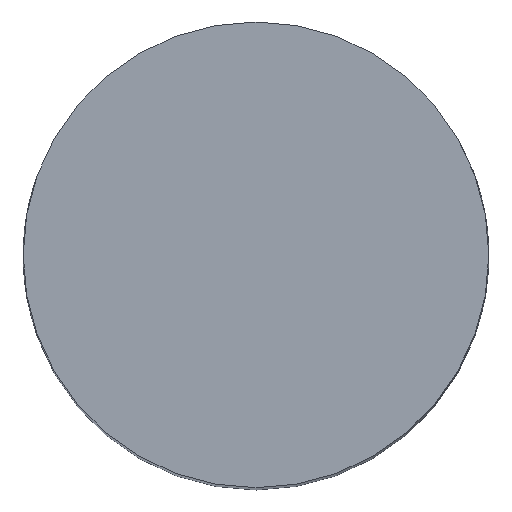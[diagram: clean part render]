
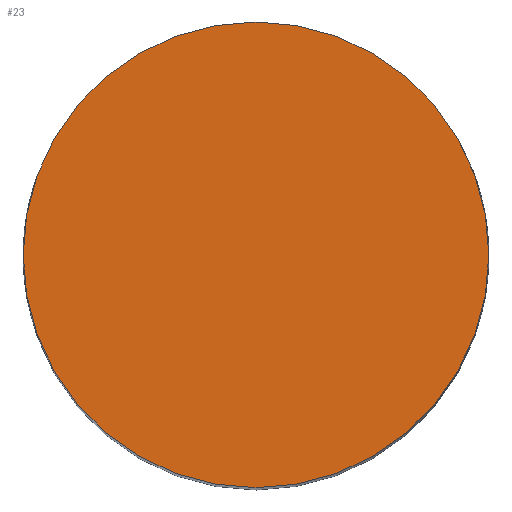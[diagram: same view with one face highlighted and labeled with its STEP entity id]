
A CAD part, top view. The second image highlights one B-rep face of the part: STEP entity #23.
In plain terms, the highlighted planar face has unit normal (0, 0, 1).
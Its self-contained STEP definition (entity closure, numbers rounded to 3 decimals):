
#10 = CIRCLE ( 'NONE', #226, 9. ) ;
#21 = CARTESIAN_POINT ( 'NONE',  ( 0., 0., 50.8 ) ) ;
#23 = ADVANCED_FACE ( 'NONE', ( #101 ), #86, .T. ) ;
#37 = EDGE_CURVE ( 'NONE', #273, #216, #10, .T. ) ;
#51 = DIRECTION ( 'NONE',  ( 1., 0., 0. ) ) ;
#64 = CARTESIAN_POINT ( 'NONE',  ( 9., 0., 50.8 ) ) ;
#80 = EDGE_CURVE ( 'NONE', #216, #273, #286, .T. ) ;
#86 = PLANE ( 'NONE',  #141 ) ;
#101 = FACE_OUTER_BOUND ( 'NONE', #222, .T. ) ;
#115 = DIRECTION ( 'NONE',  ( 0., 0., 1. ) ) ;
#121 = CARTESIAN_POINT ( 'NONE',  ( 0., 0., 50.8 ) ) ;
#124 = DIRECTION ( 'NONE',  ( 0., 0., 1. ) ) ;
#133 = AXIS2_PLACEMENT_3D ( 'NONE', #21, #124, #345 ) ;
#141 = AXIS2_PLACEMENT_3D ( 'NONE', #304, #115, #360 ) ;
#190 = ORIENTED_EDGE ( 'NONE', *, *, #37, .T. ) ;
#216 = VERTEX_POINT ( 'NONE', #402 ) ;
#222 = EDGE_LOOP ( 'NONE', ( #358, #190 ) ) ;
#226 = AXIS2_PLACEMENT_3D ( 'NONE', #121, #367, #51 ) ;
#273 = VERTEX_POINT ( 'NONE', #64 ) ;
#286 = CIRCLE ( 'NONE', #133, 9. ) ;
#304 = CARTESIAN_POINT ( 'NONE',  ( 0., 0., 50.8 ) ) ;
#345 = DIRECTION ( 'NONE',  ( 1., 0., 0. ) ) ;
#358 = ORIENTED_EDGE ( 'NONE', *, *, #80, .T. ) ;
#360 = DIRECTION ( 'NONE',  ( 1., 0., 0. ) ) ;
#367 = DIRECTION ( 'NONE',  ( 0., 0., 1. ) ) ;
#402 = CARTESIAN_POINT ( 'NONE',  ( -9., 0., 50.8 ) ) ;
